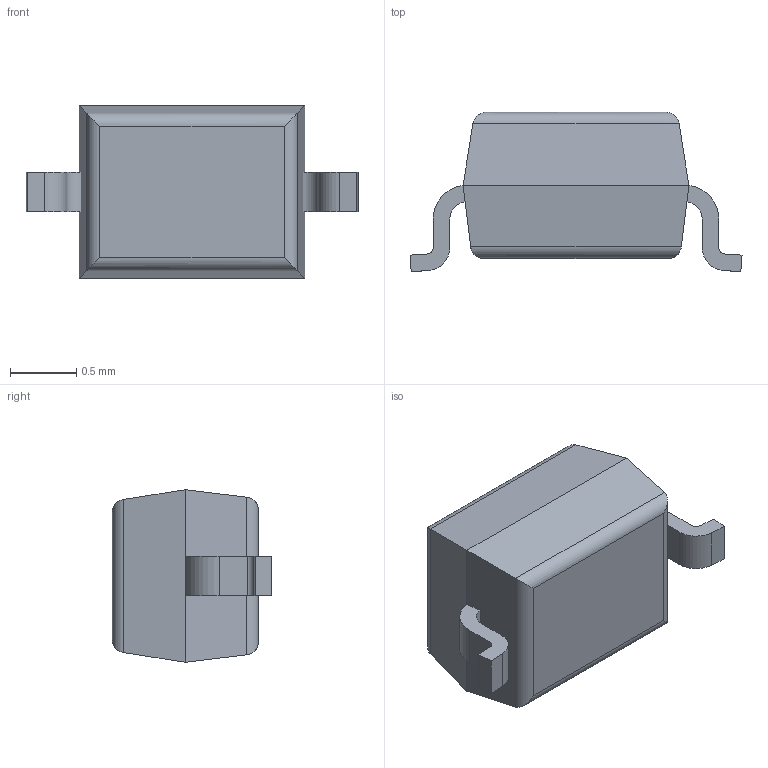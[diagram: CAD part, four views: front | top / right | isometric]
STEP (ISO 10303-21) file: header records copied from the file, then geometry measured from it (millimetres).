
FILE_DESCRIPTION (( 'STEP AP214' ), '1' );
FILE_NAME ('BAT54WS-7-F.STEP', '2023-02-22T11:56:10', ( '' ), ( '' ), 'SwSTEP 2.0', 'SolidWorks 2021', '' );
FILE_SCHEMA (( 'AUTOMOTIVE_DESIGN' ));
Length unit declared in the file: millimetre
Products named in the file (1): BAT54WS-7-F
Bounding box: 2.5 x 1.2 x 1.3 mm (x, y, z)
Volume: 2.2 mm3; surface area: 11 mm2
Topology: 3 solids, 3 shells, 42 faces, 96 edges, 60 vertices
Faces by surface type: plane 26, cylinder 16
Entity records: 1212 total; most frequent: CARTESIAN_POINT 223, ORIENTED_EDGE 192, DIRECTION 190, EDGE_CURVE 96, LINE 72, VECTOR 72, VERTEX_POINT 60, AXIS2_PLACEMENT_3D 59
